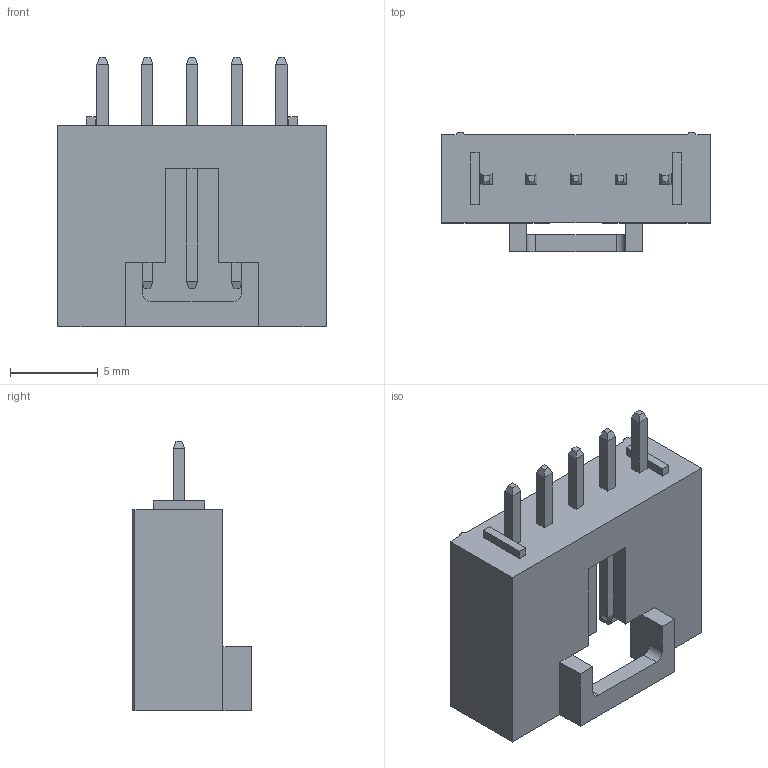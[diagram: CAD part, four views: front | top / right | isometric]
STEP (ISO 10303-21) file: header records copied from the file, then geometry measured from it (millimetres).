
FILE_DESCRIPTION((''),'2;1');
FILE_NAME('FWF25404','2019-01-14T',('gongcheng6'),(''),'PRO/ENGINEER BY PARAMETRIC TECHNOLOGY CORPORATION, 2010280','PRO/ENGINEER BY PARAMETRIC TECHNOLOGY CORPORATION, 2010280','');
FILE_SCHEMA(('CONFIG_CONTROL_DESIGN'));
Length unit declared in the file: millimetre
Products named in the file (1): FWF25404
Bounding box: 15.24 x 6.8 x 15.34 mm (x, y, z)
Volume: 487.3 mm3; surface area: 1038.3 mm2
Topology: 1 solids, 1 shells, 152 faces, 370 edges, 230 vertices
Faces by surface type: plane 146, cylinder 6
Entity records: 4348 total; most frequent: CARTESIAN_POINT 752, ORIENTED_EDGE 740, DIRECTION 686, EDGE_CURVE 370, VECTOR 358, LINE 358, VERTEX_POINT 230, AXIS2_PLACEMENT_3D 164
